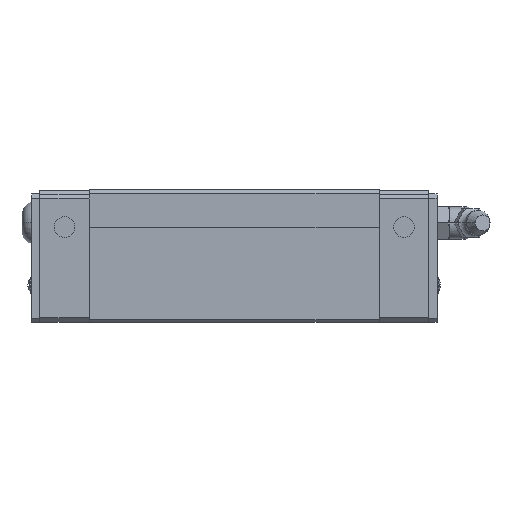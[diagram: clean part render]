
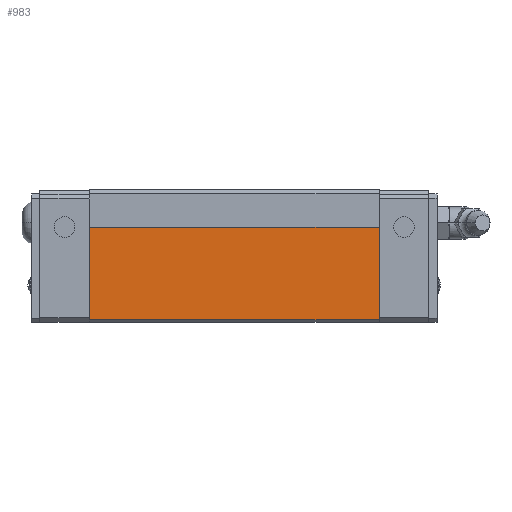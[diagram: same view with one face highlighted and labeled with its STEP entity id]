
A CAD part, left-side view. The second image highlights one B-rep face of the part: STEP entity #983.
In plain terms, the highlighted planar face has unit normal (-1, 0, 0).
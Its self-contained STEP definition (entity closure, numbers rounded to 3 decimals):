
#983=ADVANCED_FACE('',(#2015),#2016,.T.);
#2015=FACE_OUTER_BOUND('',#3079,.T.);
#2016=PLANE('',#3080);
#3079=EDGE_LOOP('',(#6053,#6054,#6055,#6056,#6057,#6058));
#3080=AXIS2_PLACEMENT_3D('',#6059,#6060,#6061);
#6053=ORIENTED_EDGE('',*,*,#7433,.F.);
#6054=ORIENTED_EDGE('',*,*,#7463,.F.);
#6055=ORIENTED_EDGE('',*,*,#7362,.F.);
#6056=ORIENTED_EDGE('',*,*,#7273,.F.);
#6057=ORIENTED_EDGE('',*,*,#7461,.T.);
#6058=ORIENTED_EDGE('',*,*,#6796,.F.);
#6059=CARTESIAN_POINT('',(-29.55,49.051,12.0));
#6060=DIRECTION('',(-1.0,0.0,0.0));
#6061=DIRECTION('',(0.0,0.0,1.0));
#6796=EDGE_CURVE('',#8306,#8307,#8308,.T.);
#7273=EDGE_CURVE('',#8996,#8997,#8998,.T.);
#7362=EDGE_CURVE('',#8997,#9123,#9124,.T.);
#7433=EDGE_CURVE('',#9198,#8306,#9200,.T.);
#7461=EDGE_CURVE('',#8996,#8307,#9228,.T.);
#7463=EDGE_CURVE('',#9123,#9198,#9230,.T.);
#8306=VERTEX_POINT('',#10920);
#8307=VERTEX_POINT('',#10921);
#8308=LINE('',#10922,#10923);
#8996=VERTEX_POINT('',#12300);
#8997=VERTEX_POINT('',#12301);
#8998=LINE('',#12302,#12303);
#9123=VERTEX_POINT('',#12484);
#9124=LINE('',#12485,#12486);
#9198=VERTEX_POINT('',#12597);
#9200=LINE('',#12600,#12601);
#9228=LINE('',#12641,#12642);
#9230=LINE('',#12644,#12645);
#10920=CARTESIAN_POINT('',(-29.55,84.101,10.86));
#10921=CARTESIAN_POINT('',(-29.55,84.101,33.0));
#10922=CARTESIAN_POINT('',(-29.55,84.101,19.0));
#10923=VECTOR('',#13287,1.0);
#12300=CARTESIAN_POINT('',(-29.55,14.001,33.0));
#12301=CARTESIAN_POINT('',(-29.55,14.001,10.86));
#12302=CARTESIAN_POINT('',(-29.55,14.001,19.0));
#12303=VECTOR('',#13724,1.0);
#12484=CARTESIAN_POINT('',(-29.55,14.001,10.55));
#12485=CARTESIAN_POINT('',(-29.55,14.001,19.0));
#12486=VECTOR('',#13802,1.0);
#12597=CARTESIAN_POINT('',(-29.55,84.101,10.55));
#12600=CARTESIAN_POINT('',(-29.55,84.101,19.0));
#12601=VECTOR('',#13841,1.0);
#12641=CARTESIAN_POINT('',(-29.55,49.051,33.0));
#12642=VECTOR('',#13866,1.0);
#12644=CARTESIAN_POINT('',(-29.55,66.576,10.55));
#12645=VECTOR('',#13867,1.0);
#13287=DIRECTION('',(0.0,0.0,1.0));
#13724=DIRECTION('',(-0.0,-0.0,-1.0));
#13802=DIRECTION('',(-0.0,-0.0,-1.0));
#13841=DIRECTION('',(0.0,0.0,1.0));
#13866=DIRECTION('',(0.0,1.0,0.0));
#13867=DIRECTION('',(0.0,1.0,-0.0));
